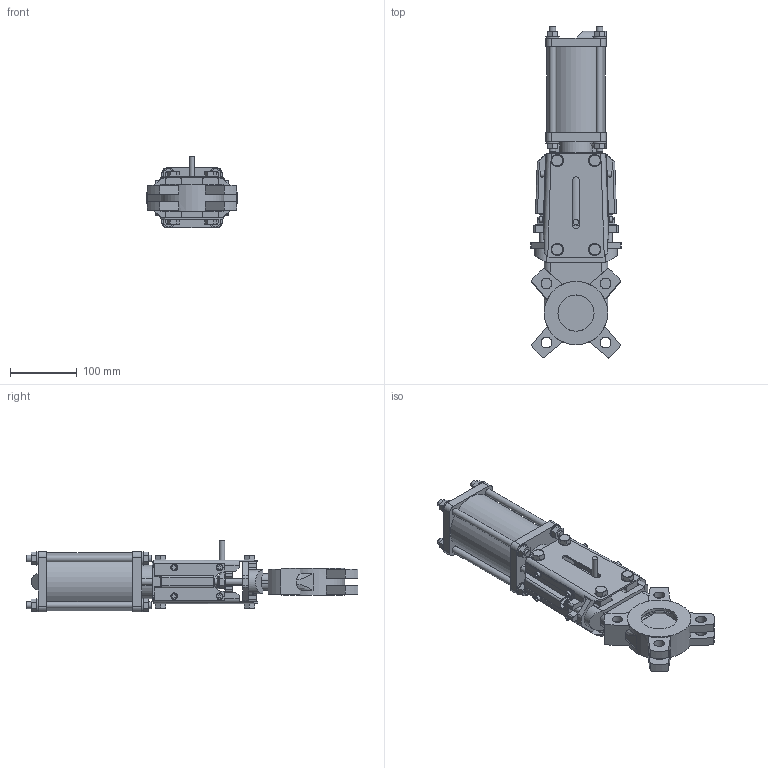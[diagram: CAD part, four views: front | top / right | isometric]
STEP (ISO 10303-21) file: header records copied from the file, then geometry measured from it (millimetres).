
FILE_DESCRIPTION( ( 'Unknown' ), '1' );
FILE_NAME( 'Stoffschieber DW-DN50.stp', 'Unknown', ( 'Unknown' ), ( 'Unknown' ), 'PSStep 13.0', 'Unknown', ' ' );
FILE_SCHEMA( ( 'AUTOMOTIVE_DESIGN { 1 0 10303 214 1 1 1 1 }' ) );
Length unit declared in the file: millimetre
Products named in the file (3): Assem1; DN_50; Schieberblatt_DN50
Bounding box: 136 x 496.12 x 107.5 mm (x, y, z)
Volume: 2690326 mm3; surface area: 699261.8 mm2
Topology: 4 solids, 34 shells, 1710 faces, 4270 edges, 2812 vertices
Faces by surface type: plane 1082, cylinder 422, cone 130, bspline 70, torus 6
Full cylindrical faces by diameter (mm): 3.5 x4, 5 x22, 5.5 x16, 6 x16, 8 x2, 8.72 x16, 10 x56, 10.5 x4, 11 x12, 16 x16, 17 x4, 18.48 x16, 20 x18, 22 x4, 50 x4, 50.4 x2, 53 x2, 54 x4, 74 x2, 80 x2, 87 x2, 95 x2
Entity records: 36905 total; most frequent: CARTESIAN_POINT 10337, ORIENTED_EDGE 3934, DIRECTION 3917, EDGE_CURVE 1967, VERTEX_POINT 1373, AXIS2_PLACEMENT_3D 1353, LINE 1211, VECTOR 1211
